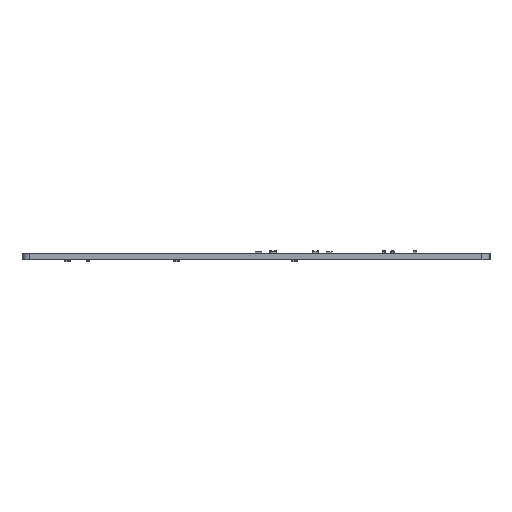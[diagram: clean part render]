
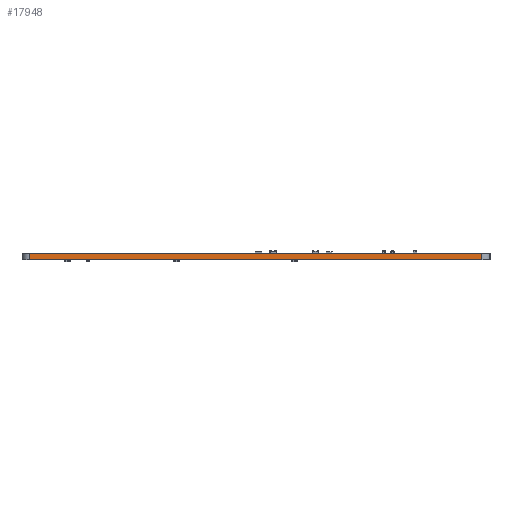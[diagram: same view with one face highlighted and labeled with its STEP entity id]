
A CAD part, front view. The second image highlights one B-rep face of the part: STEP entity #17948.
In plain terms, the highlighted planar face has unit normal (0, -1, 0).
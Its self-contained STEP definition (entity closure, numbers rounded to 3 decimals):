
#7580 = PLANE('',#7581);
#7581 = AXIS2_PLACEMENT_3D('',#7582,#7583,#7584);
#7582 = CARTESIAN_POINT('',(151.611,-91.663,1.6));
#7583 = DIRECTION('',(0.,0.,-1.));
#7584 = DIRECTION('',(-1.,0.,0.));
#7608 = CYLINDRICAL_SURFACE('',#7609,2.032);
#7609 = AXIS2_PLACEMENT_3D('',#7610,#7611,#7612);
#7610 = CARTESIAN_POINT('',(208.686,-134.315,0.));
#7611 = DIRECTION('',(0.,0.,-1.));
#7612 = DIRECTION('',(1.,0.,0.));
#7634 = PLANE('',#7635);
#7635 = AXIS2_PLACEMENT_3D('',#7636,#7637,#7638);
#7636 = CARTESIAN_POINT('',(151.611,-91.663,0.));
#7637 = DIRECTION('',(0.,0.,-1.));
#7638 = DIRECTION('',(-1.,0.,0.));
#7735 = EDGE_CURVE('',#7736,#7738,#7740,.T.);
#7736 = VERTEX_POINT('',#7737);
#7737 = CARTESIAN_POINT('',(208.686,-136.347,0.));
#7738 = VERTEX_POINT('',#7739);
#7739 = CARTESIAN_POINT('',(208.686,-136.347,1.6));
#7740 = SURFACE_CURVE('',#7741,(#7745,#7752),.PCURVE_S1.);
#7741 = LINE('',#7742,#7743);
#7742 = CARTESIAN_POINT('',(208.686,-136.347,0.));
#7743 = VECTOR('',#7744,1.);
#7744 = DIRECTION('',(0.,0.,1.));
#7745 = PCURVE('',#7608,#7746);
#7746 = DEFINITIONAL_REPRESENTATION('',(#7747),#7751);
#7747 = LINE('',#7748,#7749);
#7748 = CARTESIAN_POINT('',(-4.712,0.));
#7749 = VECTOR('',#7750,1.);
#7750 = DIRECTION('',(0.,-1.));
#7751 = ( GEOMETRIC_REPRESENTATION_CONTEXT(2) 
PARAMETRIC_REPRESENTATION_CONTEXT() REPRESENTATION_CONTEXT('2D SPACE',''
  ) );
#7752 = PCURVE('',#7753,#7758);
#7753 = PLANE('',#7754);
#7754 = AXIS2_PLACEMENT_3D('',#7755,#7756,#7757);
#7755 = CARTESIAN_POINT('',(208.686,-136.347,0.));
#7756 = DIRECTION('',(0.,-1.,0.));
#7757 = DIRECTION('',(-1.,0.,0.));
#7758 = DEFINITIONAL_REPRESENTATION('',(#7759),#7763);
#7759 = LINE('',#7760,#7761);
#7760 = CARTESIAN_POINT('',(0.,0.));
#7761 = VECTOR('',#7762,1.);
#7762 = DIRECTION('',(0.,-1.));
#7763 = ( GEOMETRIC_REPRESENTATION_CONTEXT(2) 
PARAMETRIC_REPRESENTATION_CONTEXT() REPRESENTATION_CONTEXT('2D SPACE',''
  ) );
#7823 = EDGE_CURVE('',#7736,#7824,#7826,.T.);
#7824 = VERTEX_POINT('',#7825);
#7825 = CARTESIAN_POINT('',(88.29,-136.347,0.));
#7826 = SURFACE_CURVE('',#7827,(#7831,#7838),.PCURVE_S1.);
#7827 = LINE('',#7828,#7829);
#7828 = CARTESIAN_POINT('',(208.686,-136.347,0.));
#7829 = VECTOR('',#7830,1.);
#7830 = DIRECTION('',(-1.,0.,0.));
#7831 = PCURVE('',#7634,#7832);
#7832 = DEFINITIONAL_REPRESENTATION('',(#7833),#7837);
#7833 = LINE('',#7834,#7835);
#7834 = CARTESIAN_POINT('',(-57.076,-44.684));
#7835 = VECTOR('',#7836,1.);
#7836 = DIRECTION('',(1.,0.));
#7837 = ( GEOMETRIC_REPRESENTATION_CONTEXT(2) 
PARAMETRIC_REPRESENTATION_CONTEXT() REPRESENTATION_CONTEXT('2D SPACE',''
  ) );
#7838 = PCURVE('',#7753,#7839);
#7839 = DEFINITIONAL_REPRESENTATION('',(#7840),#7844);
#7840 = LINE('',#7841,#7842);
#7841 = CARTESIAN_POINT('',(0.,0.));
#7842 = VECTOR('',#7843,1.);
#7843 = DIRECTION('',(1.,0.));
#7844 = ( GEOMETRIC_REPRESENTATION_CONTEXT(2) 
PARAMETRIC_REPRESENTATION_CONTEXT() REPRESENTATION_CONTEXT('2D SPACE',''
  ) );
#7867 = CYLINDRICAL_SURFACE('',#7868,2.032);
#7868 = AXIS2_PLACEMENT_3D('',#7869,#7870,#7871);
#7869 = CARTESIAN_POINT('',(88.29,-134.315,0.));
#7870 = DIRECTION('',(0.,0.,-1.));
#7871 = DIRECTION('',(1.,0.,0.));
#13265 = EDGE_CURVE('',#7738,#13266,#13268,.T.);
#13266 = VERTEX_POINT('',#13267);
#13267 = CARTESIAN_POINT('',(88.29,-136.347,1.6));
#13268 = SURFACE_CURVE('',#13269,(#13273,#13280),.PCURVE_S1.);
#13269 = LINE('',#13270,#13271);
#13270 = CARTESIAN_POINT('',(208.686,-136.347,1.6));
#13271 = VECTOR('',#13272,1.);
#13272 = DIRECTION('',(-1.,0.,0.));
#13273 = PCURVE('',#7580,#13274);
#13274 = DEFINITIONAL_REPRESENTATION('',(#13275),#13279);
#13275 = LINE('',#13276,#13277);
#13276 = CARTESIAN_POINT('',(-57.076,-44.684));
#13277 = VECTOR('',#13278,1.);
#13278 = DIRECTION('',(1.,0.));
#13279 = ( GEOMETRIC_REPRESENTATION_CONTEXT(2) 
PARAMETRIC_REPRESENTATION_CONTEXT() REPRESENTATION_CONTEXT('2D SPACE',''
  ) );
#13280 = PCURVE('',#7753,#13281);
#13281 = DEFINITIONAL_REPRESENTATION('',(#13282),#13286);
#13282 = LINE('',#13283,#13284);
#13283 = CARTESIAN_POINT('',(0.,-1.6));
#13284 = VECTOR('',#13285,1.);
#13285 = DIRECTION('',(1.,0.));
#13286 = ( GEOMETRIC_REPRESENTATION_CONTEXT(2) 
PARAMETRIC_REPRESENTATION_CONTEXT() REPRESENTATION_CONTEXT('2D SPACE',''
  ) );
#17948 = ADVANCED_FACE('',(#17949),#7753,.T.);
#17949 = FACE_BOUND('',#17950,.T.);
#17950 = EDGE_LOOP('',(#17951,#17952,#17953,#17974));
#17951 = ORIENTED_EDGE('',*,*,#7735,.T.);
#17952 = ORIENTED_EDGE('',*,*,#13265,.T.);
#17953 = ORIENTED_EDGE('',*,*,#17954,.F.);
#17954 = EDGE_CURVE('',#7824,#13266,#17955,.T.);
#17955 = SURFACE_CURVE('',#17956,(#17960,#17967),.PCURVE_S1.);
#17956 = LINE('',#17957,#17958);
#17957 = CARTESIAN_POINT('',(88.29,-136.347,0.));
#17958 = VECTOR('',#17959,1.);
#17959 = DIRECTION('',(0.,0.,1.));
#17960 = PCURVE('',#7753,#17961);
#17961 = DEFINITIONAL_REPRESENTATION('',(#17962),#17966);
#17962 = LINE('',#17963,#17964);
#17963 = CARTESIAN_POINT('',(120.396,0.));
#17964 = VECTOR('',#17965,1.);
#17965 = DIRECTION('',(0.,-1.));
#17966 = ( GEOMETRIC_REPRESENTATION_CONTEXT(2) 
PARAMETRIC_REPRESENTATION_CONTEXT() REPRESENTATION_CONTEXT('2D SPACE',''
  ) );
#17967 = PCURVE('',#7867,#17968);
#17968 = DEFINITIONAL_REPRESENTATION('',(#17969),#17973);
#17969 = LINE('',#17970,#17971);
#17970 = CARTESIAN_POINT('',(-4.712,0.));
#17971 = VECTOR('',#17972,1.);
#17972 = DIRECTION('',(0.,-1.));
#17973 = ( GEOMETRIC_REPRESENTATION_CONTEXT(2) 
PARAMETRIC_REPRESENTATION_CONTEXT() REPRESENTATION_CONTEXT('2D SPACE',''
  ) );
#17974 = ORIENTED_EDGE('',*,*,#7823,.F.);
